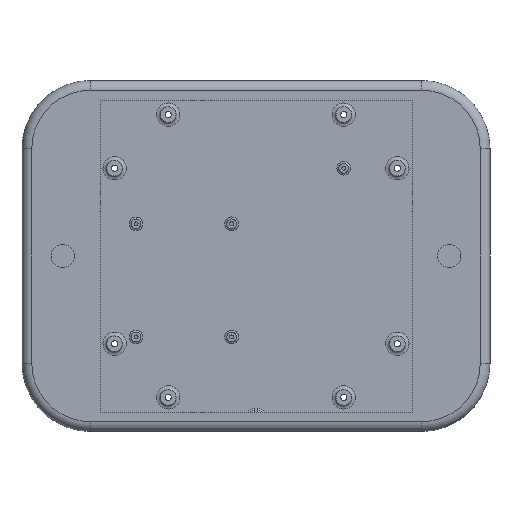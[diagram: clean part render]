
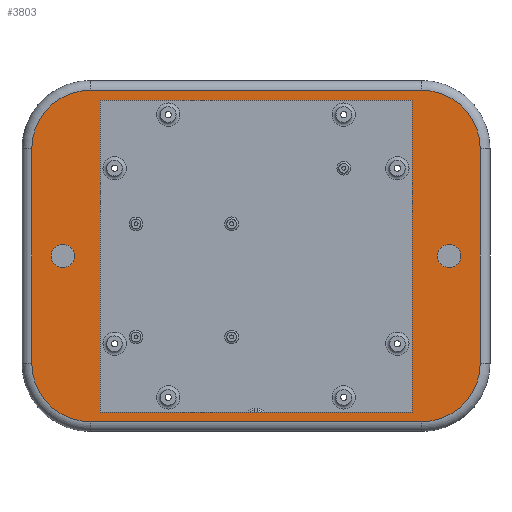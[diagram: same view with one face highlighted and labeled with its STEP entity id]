
A CAD part, front view. The second image highlights one B-rep face of the part: STEP entity #3803.
In plain terms, the highlighted planar face has unit normal (0, -1, 0).
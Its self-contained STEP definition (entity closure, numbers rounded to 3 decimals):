
#82=FACE_BOUND('',#584,.T.);
#83=FACE_BOUND('',#585,.T.);
#84=FACE_BOUND('',#586,.T.);
#176=PLANE('',#4151);
#319=FACE_OUTER_BOUND('',#583,.T.);
#583=EDGE_LOOP('',(#2833,#2834,#2835,#2836,#2837,#2838,#2839,#2840));
#584=EDGE_LOOP('',(#2841));
#585=EDGE_LOOP('',(#2842));
#586=EDGE_LOOP('',(#2843,#2844,#2845,#2846));
#882=LINE('',#6091,#1132);
#885=LINE('',#6097,#1135);
#888=LINE('',#6103,#1138);
#891=LINE('',#6107,#1141);
#908=LINE('',#6184,#1158);
#909=LINE('',#6193,#1159);
#911=LINE('',#6205,#1161);
#912=LINE('',#6214,#1162);
#1132=VECTOR('',#4788,10.);
#1135=VECTOR('',#4793,10.);
#1138=VECTOR('',#4798,10.);
#1141=VECTOR('',#4803,10.);
#1158=VECTOR('',#4896,10.);
#1159=VECTOR('',#4909,10.);
#1161=VECTOR('',#4923,10.);
#1162=VECTOR('',#4936,10.);
#1363=CIRCLE('',#4083,6.);
#1365=CIRCLE('',#4086,6.);
#1390=CIRCLE('',#4133,30.);
#1394=CIRCLE('',#4139,30.);
#1398=CIRCLE('',#4145,30.);
#1400=CIRCLE('',#4149,30.);
#1680=VERTEX_POINT('',#6073);
#1682=VERTEX_POINT('',#6079);
#1686=VERTEX_POINT('',#6088);
#1687=VERTEX_POINT('',#6090);
#1689=VERTEX_POINT('',#6096);
#1691=VERTEX_POINT('',#6102);
#1712=VERTEX_POINT('',#6181);
#1713=VERTEX_POINT('',#6183);
#1714=VERTEX_POINT('',#6187);
#1715=VERTEX_POINT('',#6191);
#1716=VERTEX_POINT('',#6195);
#1718=VERTEX_POINT('',#6201);
#1720=VERTEX_POINT('',#6207);
#1721=VERTEX_POINT('',#6212);
#2066=EDGE_CURVE('',#1680,#1680,#1363,.T.);
#2069=EDGE_CURVE('',#1682,#1682,#1365,.T.);
#2074=EDGE_CURVE('',#1687,#1686,#882,.T.);
#2077=EDGE_CURVE('',#1689,#1687,#885,.T.);
#2080=EDGE_CURVE('',#1691,#1689,#888,.T.);
#2083=EDGE_CURVE('',#1686,#1691,#891,.T.);
#2121=EDGE_CURVE('',#1712,#1713,#908,.T.);
#2124=EDGE_CURVE('',#1713,#1714,#1390,.T.);
#2126=EDGE_CURVE('',#1714,#1715,#909,.T.);
#2129=EDGE_CURVE('',#1715,#1716,#1394,.T.);
#2132=EDGE_CURVE('',#1716,#1718,#911,.T.);
#2135=EDGE_CURVE('',#1718,#1720,#1398,.T.);
#2137=EDGE_CURVE('',#1720,#1721,#912,.T.);
#2138=EDGE_CURVE('',#1721,#1712,#1400,.T.);
#2833=ORIENTED_EDGE('',*,*,#2121,.F.);
#2834=ORIENTED_EDGE('',*,*,#2138,.F.);
#2835=ORIENTED_EDGE('',*,*,#2137,.F.);
#2836=ORIENTED_EDGE('',*,*,#2135,.F.);
#2837=ORIENTED_EDGE('',*,*,#2132,.F.);
#2838=ORIENTED_EDGE('',*,*,#2129,.F.);
#2839=ORIENTED_EDGE('',*,*,#2126,.F.);
#2840=ORIENTED_EDGE('',*,*,#2124,.F.);
#2841=ORIENTED_EDGE('',*,*,#2066,.T.);
#2842=ORIENTED_EDGE('',*,*,#2069,.T.);
#2843=ORIENTED_EDGE('',*,*,#2080,.T.);
#2844=ORIENTED_EDGE('',*,*,#2077,.T.);
#2845=ORIENTED_EDGE('',*,*,#2074,.T.);
#2846=ORIENTED_EDGE('',*,*,#2083,.T.);
#3803=ADVANCED_FACE('',(#319,#82,#83,#84),#176,.F.);
#4083=AXIS2_PLACEMENT_3D('',#6074,#4772,#4773);
#4086=AXIS2_PLACEMENT_3D('',#6080,#4779,#4780);
#4133=AXIS2_PLACEMENT_3D('',#6189,#4903,#4904);
#4139=AXIS2_PLACEMENT_3D('',#6199,#4916,#4917);
#4145=AXIS2_PLACEMENT_3D('',#6210,#4930,#4931);
#4149=AXIS2_PLACEMENT_3D('',#6216,#4939,#4940);
#4151=AXIS2_PLACEMENT_3D('',#6219,#4944,#4945);
#4772=DIRECTION('center_axis',(0.,1.,0.));
#4773=DIRECTION('ref_axis',(1.,0.,0.));
#4779=DIRECTION('center_axis',(0.,1.,0.));
#4780=DIRECTION('ref_axis',(1.,0.,0.));
#4788=DIRECTION('',(-1.,0.,0.));
#4793=DIRECTION('',(0.,0.,-1.));
#4798=DIRECTION('',(1.,0.,0.));
#4803=DIRECTION('',(0.,0.,1.));
#4896=DIRECTION('',(0.,0.,-1.));
#4903=DIRECTION('center_axis',(0.,1.,0.));
#4904=DIRECTION('ref_axis',(0.707,0.,-0.707));
#4909=DIRECTION('',(-1.,0.,0.));
#4916=DIRECTION('center_axis',(0.,1.,0.));
#4917=DIRECTION('ref_axis',(-0.707,0.,-0.707));
#4923=DIRECTION('',(0.,0.,1.));
#4930=DIRECTION('center_axis',(0.,1.,0.));
#4931=DIRECTION('ref_axis',(-0.707,0.,0.707));
#4936=DIRECTION('',(1.,0.,0.));
#4939=DIRECTION('center_axis',(0.,1.,0.));
#4940=DIRECTION('ref_axis',(0.707,0.,0.707));
#4944=DIRECTION('center_axis',(0.,1.,0.));
#4945=DIRECTION('ref_axis',(1.,0.,0.));
#6073=CARTESIAN_POINT('',(93.,0.,0.));
#6074=CARTESIAN_POINT('Origin',(99.,0.,0.));
#6079=CARTESIAN_POINT('',(-105.,0.,0.));
#6080=CARTESIAN_POINT('Origin',(-99.,0.,0.));
#6088=CARTESIAN_POINT('',(-80.,0.,-80.));
#6090=CARTESIAN_POINT('',(80.,0.,-80.));
#6091=CARTESIAN_POINT('',(40.,0.,-80.));
#6096=CARTESIAN_POINT('',(80.,0.,80.));
#6097=CARTESIAN_POINT('',(80.,0.,40.));
#6102=CARTESIAN_POINT('',(-80.,0.,80.));
#6103=CARTESIAN_POINT('',(-40.,0.,80.));
#6107=CARTESIAN_POINT('',(-80.,0.,-40.));
#6181=CARTESIAN_POINT('',(115.,0.,55.));
#6183=CARTESIAN_POINT('',(115.,0.,-55.));
#6184=CARTESIAN_POINT('',(115.,0.,27.5));
#6187=CARTESIAN_POINT('',(85.,0.,-85.));
#6189=CARTESIAN_POINT('Origin',(85.,0.,-55.));
#6191=CARTESIAN_POINT('',(-85.,0.,-85.));
#6193=CARTESIAN_POINT('',(42.5,0.,-85.));
#6195=CARTESIAN_POINT('',(-115.,0.,-55.));
#6199=CARTESIAN_POINT('Origin',(-85.,0.,-55.));
#6201=CARTESIAN_POINT('',(-115.,0.,55.));
#6205=CARTESIAN_POINT('',(-115.,0.,-27.5));
#6207=CARTESIAN_POINT('',(-85.,0.,85.));
#6210=CARTESIAN_POINT('Origin',(-85.,0.,55.));
#6212=CARTESIAN_POINT('',(85.,0.,85.));
#6214=CARTESIAN_POINT('',(-42.5,0.,85.));
#6216=CARTESIAN_POINT('Origin',(85.,0.,55.));
#6219=CARTESIAN_POINT('Origin',(0.,0.,0.));
